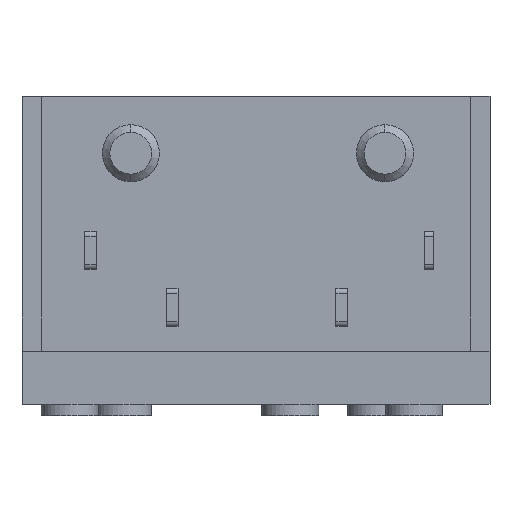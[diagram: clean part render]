
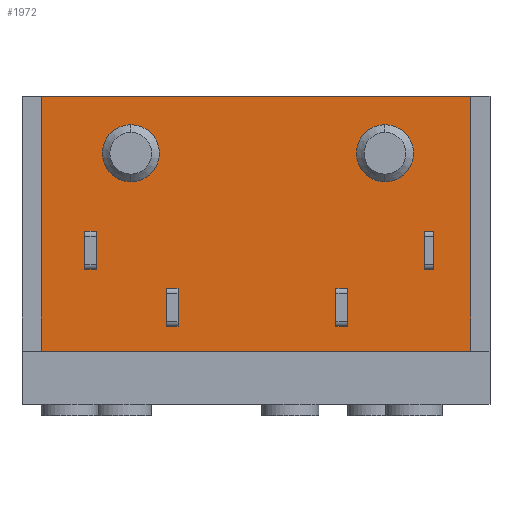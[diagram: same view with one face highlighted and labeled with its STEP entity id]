
A CAD part, front view. The second image highlights one B-rep face of the part: STEP entity #1972.
In plain terms, the highlighted planar face has unit normal (0, -1, 0).
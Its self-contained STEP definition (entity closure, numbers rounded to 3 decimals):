
#13 = PLANE ( 'NONE',  #2829 ) ;
#48 = CARTESIAN_POINT ( 'NONE',  ( 10., 0.5, -2.65 ) ) ;
#149 = CIRCLE ( 'NONE', #2882, 0.75 ) ;
#211 = LINE ( 'NONE', #2130, #2475 ) ;
#220 = CARTESIAN_POINT ( 'NONE',  ( 10., 0.5, 4.05 ) ) ;
#261 = CARTESIAN_POINT ( 'NONE',  ( 7.74, 0.5, 3.3 ) ) ;
#262 = CARTESIAN_POINT ( 'NONE',  ( 7.74, 0.5, 1.8 ) ) ;
#271 = EDGE_CURVE ( 'NONE', #534, #630, #1750, .T. ) ;
#290 = EDGE_CURVE ( 'NONE', #1471, #1851, #211, .T. ) ;
#399 = EDGE_CURVE ( 'NONE', #1851, #1023, #2162, .T. ) ;
#534 = VERTEX_POINT ( 'NONE', #261 ) ;
#603 = ORIENTED_EDGE ( 'NONE', *, *, #1311, .F. ) ;
#630 = VERTEX_POINT ( 'NONE', #262 ) ;
#680 = AXIS2_PLACEMENT_3D ( 'NONE', #3189, #959, #3132 ) ;
#683 = DIRECTION ( 'NONE',  ( 0., 0., -1. ) ) ;
#688 = FACE_BOUND ( 'NONE', #1487, .T. ) ;
#740 = DIRECTION ( 'NONE',  ( 0., 0., -1. ) ) ;
#760 = EDGE_CURVE ( 'NONE', #1154, #2033, #149, .T. ) ;
#767 = DIRECTION ( 'NONE',  ( 0., -1., 0. ) ) ;
#791 = VECTOR ( 'NONE', #1755, 1000. ) ;
#793 = ORIENTED_EDGE ( 'NONE', *, *, #2142, .F. ) ;
#946 = CARTESIAN_POINT ( 'NONE',  ( 10., 0.5, 4.05 ) ) ;
#959 = DIRECTION ( 'NONE',  ( 0., -1., 0. ) ) ;
#962 = LINE ( 'NONE', #946, #791 ) ;
#971 = CARTESIAN_POINT ( 'NONE',  ( 1.06, 0.5, 2.55 ) ) ;
#972 = ORIENTED_EDGE ( 'NONE', *, *, #3112, .T. ) ;
#1023 = VERTEX_POINT ( 'NONE', #1294 ) ;
#1052 = VECTOR ( 'NONE', #2862, 1000. ) ;
#1154 = VERTEX_POINT ( 'NONE', #2146 ) ;
#1165 = CIRCLE ( 'NONE', #2981, 0.75 ) ;
#1179 = DIRECTION ( 'NONE',  ( 0., 1., 0. ) ) ;
#1208 = ORIENTED_EDGE ( 'NONE', *, *, #1267, .T. ) ;
#1267 = EDGE_CURVE ( 'NONE', #3005, #1471, #962, .T. ) ;
#1289 = ORIENTED_EDGE ( 'NONE', *, *, #760, .F. ) ;
#1294 = CARTESIAN_POINT ( 'NONE',  ( -1.3, 0.5, -2.65 ) ) ;
#1311 = EDGE_CURVE ( 'NONE', #630, #534, #1499, .T. ) ;
#1471 = VERTEX_POINT ( 'NONE', #220 ) ;
#1487 = EDGE_LOOP ( 'NONE', ( #1289, #793 ) ) ;
#1499 = CIRCLE ( 'NONE', #1901, 0.75 ) ;
#1513 = CARTESIAN_POINT ( 'NONE',  ( 7.74, 0.5, 2.55 ) ) ;
#1521 = EDGE_LOOP ( 'NONE', ( #603, #2414 ) ) ;
#1588 = EDGE_LOOP ( 'NONE', ( #2968, #972, #1208, #1593 ) ) ;
#1593 = ORIENTED_EDGE ( 'NONE', *, *, #290, .T. ) ;
#1709 = DIRECTION ( 'NONE',  ( 0., 0., -1. ) ) ;
#1750 = CIRCLE ( 'NONE', #680, 0.75 ) ;
#1755 = DIRECTION ( 'NONE',  ( 0., 0., 1. ) ) ;
#1823 = CARTESIAN_POINT ( 'NONE',  ( -1.3, 0.5, 4.05 ) ) ;
#1851 = VERTEX_POINT ( 'NONE', #1823 ) ;
#1901 = AXIS2_PLACEMENT_3D ( 'NONE', #1513, #767, #2484 ) ;
#1972 = ADVANCED_FACE ( 'NONE', ( #688, #2438, #2207 ), #13, .F. ) ;
#2033 = VERTEX_POINT ( 'NONE', #2456 ) ;
#2100 = DIRECTION ( 'NONE',  ( 0., -1., 0. ) ) ;
#2130 = CARTESIAN_POINT ( 'NONE',  ( 10., 0.5, 4.05 ) ) ;
#2142 = EDGE_CURVE ( 'NONE', #2033, #1154, #1165, .T. ) ;
#2146 = CARTESIAN_POINT ( 'NONE',  ( 1.06, 0.5, 1.8 ) ) ;
#2162 = LINE ( 'NONE', #2424, #2402 ) ;
#2207 = FACE_OUTER_BOUND ( 'NONE', #1588, .T. ) ;
#2402 = VECTOR ( 'NONE', #1709, 1000. ) ;
#2405 = CARTESIAN_POINT ( 'NONE',  ( 1.06, 0.5, 2.55 ) ) ;
#2414 = ORIENTED_EDGE ( 'NONE', *, *, #271, .F. ) ;
#2424 = CARTESIAN_POINT ( 'NONE',  ( -1.3, 0.5, 4.05 ) ) ;
#2438 = FACE_BOUND ( 'NONE', #1521, .T. ) ;
#2456 = CARTESIAN_POINT ( 'NONE',  ( 1.06, 0.5, 3.3 ) ) ;
#2475 = VECTOR ( 'NONE', #2655, 1000. ) ;
#2484 = DIRECTION ( 'NONE',  ( 0., 0., -1. ) ) ;
#2647 = LINE ( 'NONE', #2846, #1052 ) ;
#2655 = DIRECTION ( 'NONE',  ( -1., 0., 0. ) ) ;
#2829 = AXIS2_PLACEMENT_3D ( 'NONE', #2917, #1179, #3163 ) ;
#2846 = CARTESIAN_POINT ( 'NONE',  ( 4.35, 0.5, -2.65 ) ) ;
#2862 = DIRECTION ( 'NONE',  ( 1., 0., 0. ) ) ;
#2882 = AXIS2_PLACEMENT_3D ( 'NONE', #2405, #2100, #683 ) ;
#2917 = CARTESIAN_POINT ( 'NONE',  ( 4.35, 0.5, 0. ) ) ;
#2920 = DIRECTION ( 'NONE',  ( 0., -1., 0. ) ) ;
#2968 = ORIENTED_EDGE ( 'NONE', *, *, #399, .T. ) ;
#2981 = AXIS2_PLACEMENT_3D ( 'NONE', #971, #2920, #740 ) ;
#3005 = VERTEX_POINT ( 'NONE', #48 ) ;
#3112 = EDGE_CURVE ( 'NONE', #1023, #3005, #2647, .T. ) ;
#3132 = DIRECTION ( 'NONE',  ( 0., 0., -1. ) ) ;
#3163 = DIRECTION ( 'NONE',  ( 0., 0., -1. ) ) ;
#3189 = CARTESIAN_POINT ( 'NONE',  ( 7.74, 0.5, 2.55 ) ) ;
